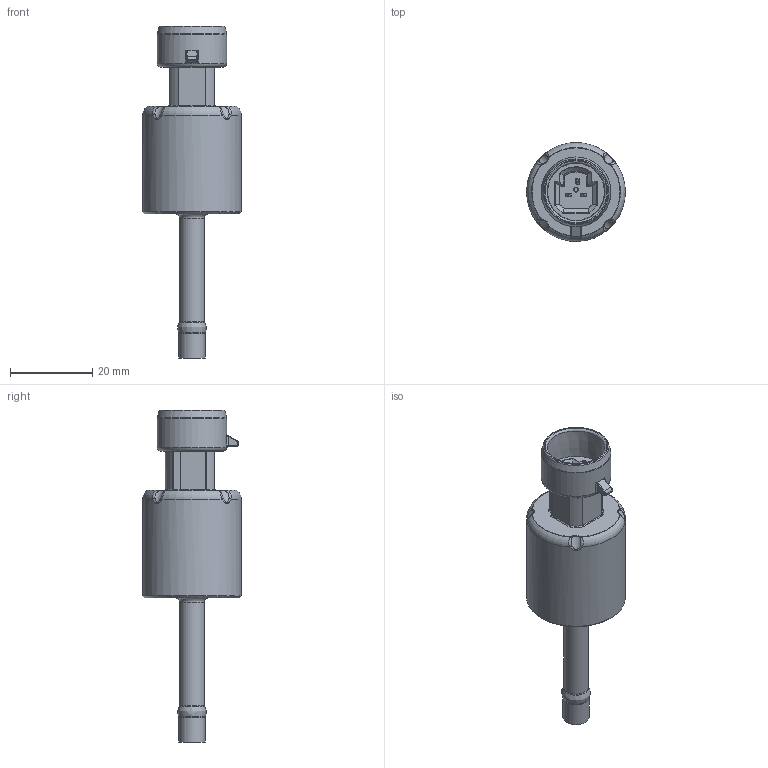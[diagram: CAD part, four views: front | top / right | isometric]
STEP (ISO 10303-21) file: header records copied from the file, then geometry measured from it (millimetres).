
FILE_DESCRIPTION(/* description */ (''),/* implementation_level */ '2;1');
FILE_NAME(/* name */ '560.xxxx5W2000.stp',/* time_stamp */ '2024-03-11T14:36:54+01:00',/* author */ ('uch10269'),/* organization */ (''),/* preprocessor_version */ 'ST-DEVELOPER v19.2',/* originating_system */ 'Autodesk Inventor 2023',/* authorisation */ '');
FILE_SCHEMA (('AUTOMOTIVE_DESIGN { 1 0 10303 214 3 1 1 }'));
Length unit declared in the file: millimetre
Products named in the file (1): Part17
Bounding box: 24 x 24 x 80.68 mm (x, y, z)
Volume: 13806.3 mm3; surface area: 5747 mm2
Topology: 1 solids, 1 shells, 315 faces, 774 edges, 465 vertices
Faces by surface type: bspline 103, cylinder 86, plane 72, torus 31, cone 14, sphere 9
Full cylindrical faces by diameter (mm): 4 x1, 4.23 x1, 6 x1, 6.35 x1, 16.95 x1, 24 x1
Entity records: 11666 total; most frequent: CARTESIAN_POINT 4458, ORIENTED_EDGE 1536, DIRECTION 1488, EDGE_CURVE 768, AXIS2_PLACEMENT_3D 628, VERTEX_POINT 465, EDGE_LOOP 325, FACE_OUTER_BOUND 315
